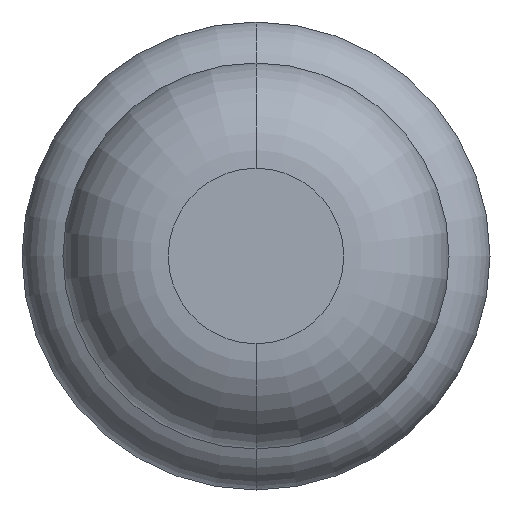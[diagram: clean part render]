
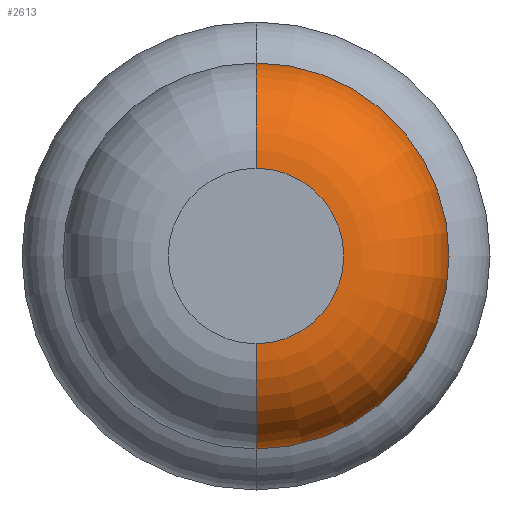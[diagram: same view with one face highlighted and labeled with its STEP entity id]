
A CAD part, front view. The second image highlights one B-rep face of the part: STEP entity #2613.
In plain terms, the highlighted toroidal (fillet/blend) face has major radius 0.375 mm and minor radius 0.45 mm.
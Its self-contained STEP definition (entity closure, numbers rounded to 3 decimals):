
#14 = DIRECTION ( 'NONE',  ( 0., 1., 0. ) ) ;
#53 = VERTEX_POINT ( 'NONE', #602 ) ;
#55 = DIRECTION ( 'NONE',  ( 0., 1., 0. ) ) ;
#303 = DIRECTION ( 'NONE',  ( -1., 0., 0. ) ) ;
#335 = ORIENTED_EDGE ( 'NONE', *, *, #3532, .T. ) ;
#360 = DIRECTION ( 'NONE',  ( 0., 0., -1. ) ) ;
#400 = VERTEX_POINT ( 'NONE', #1886 ) ;
#496 = ORIENTED_EDGE ( 'NONE', *, *, #2017, .F. ) ;
#514 = CIRCLE ( 'NONE', #3224, 0.45 ) ;
#573 = AXIS2_PLACEMENT_3D ( 'NONE', #2878, #303, #4261 ) ;
#602 = CARTESIAN_POINT ( 'NONE',  ( 0., -28.55, 0.825 ) ) ;
#662 = VERTEX_POINT ( 'NONE', #4627 ) ;
#753 = EDGE_CURVE ( 'Defeature ausgef�hrt1_7+Defeature ausgef�hrt1_6+Defeature ausgef�hrt1_6+Defeature ausgef�hrt1_6', #3347, #400, #2561, .T. ) ;
#1152 = CIRCLE ( 'NONE', #573, 0.45 ) ;
#1160 = CARTESIAN_POINT ( 'NONE',  ( 0., -28.55, 0. ) ) ;
#1190 = ORIENTED_EDGE ( 'NONE', *, *, #2479, .F. ) ;
#1321 = CIRCLE ( 'NONE', #2608, 0.825 ) ;
#1459 = DIRECTION ( 'NONE',  ( 0., 0., 1. ) ) ;
#1565 = CARTESIAN_POINT ( 'NONE',  ( 0., -29., 0.375 ) ) ;
#1620 = DIRECTION ( 'NONE',  ( 0., 0., 1. ) ) ;
#1886 = CARTESIAN_POINT ( 'NONE',  ( 0., -29., -0.375 ) ) ;
#1928 = TOROIDAL_SURFACE ( 'NONE', #3190, 0.375, 0.45 ) ;
#2017 = EDGE_CURVE ( 'Defeature ausgef�hrt1_8+Defeature ausgef�hrt1_7+Defeature ausgef�hrt1_7+Defeature ausgef�hrt1_7', #53, #662, #1321, .T. ) ;
#2204 = CARTESIAN_POINT ( 'NONE',  ( 0., -28.55, 0. ) ) ;
#2477 = DIRECTION ( 'NONE',  ( 1., 0., 0. ) ) ;
#2479 = EDGE_CURVE ( 'NONE', #3347, #53, #1152, .T. ) ;
#2561 = CIRCLE ( 'NONE', #2642, 0.375 ) ;
#2599 = DIRECTION ( 'NONE',  ( 0., 0., 1. ) ) ;
#2608 = AXIS2_PLACEMENT_3D ( 'NONE', #1160, #14, #1459 ) ;
#2613 = ADVANCED_FACE ( 'Defeature ausgef�hrt1_7', ( #2715 ), #1928, .T. ) ;
#2642 = AXIS2_PLACEMENT_3D ( 'NONE', #3428, #4091, #1620 ) ;
#2715 = FACE_OUTER_BOUND ( 'NONE', #3618, .T. ) ;
#2878 = CARTESIAN_POINT ( 'NONE',  ( 0., -28.55, 0.375 ) ) ;
#3190 = AXIS2_PLACEMENT_3D ( 'NONE', #2204, #55, #2599 ) ;
#3198 = CARTESIAN_POINT ( 'NONE',  ( 0., -28.55, -0.375 ) ) ;
#3224 = AXIS2_PLACEMENT_3D ( 'NONE', #3198, #2477, #360 ) ;
#3269 = ORIENTED_EDGE ( 'NONE', *, *, #753, .T. ) ;
#3347 = VERTEX_POINT ( 'NONE', #1565 ) ;
#3428 = CARTESIAN_POINT ( 'NONE',  ( 0., -29., 0. ) ) ;
#3532 = EDGE_CURVE ( 'NONE', #400, #662, #514, .T. ) ;
#3618 = EDGE_LOOP ( 'NONE', ( #3269, #335, #496, #1190 ) ) ;
#4091 = DIRECTION ( 'NONE',  ( 0., 1., 0. ) ) ;
#4261 = DIRECTION ( 'NONE',  ( 0., 0., 1. ) ) ;
#4627 = CARTESIAN_POINT ( 'NONE',  ( 0., -28.55, -0.825 ) ) ;
